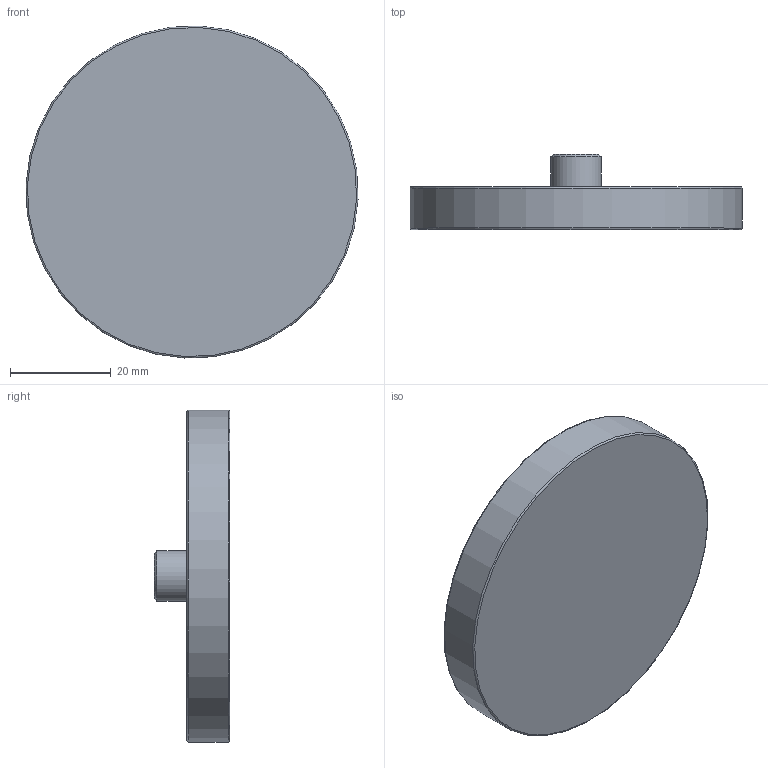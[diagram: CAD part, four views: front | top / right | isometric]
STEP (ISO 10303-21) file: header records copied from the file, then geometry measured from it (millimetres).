
FILE_DESCRIPTION(/* description */ (''),/* implementation_level */ '2;1');
FILE_NAME(/* name */ 'GM17511 -.stp',/* time_stamp */ '2019-10-01T12:30:38+02:00',/* author */ ('PV'),/* organization */ (''),/* preprocessor_version */ 'ST-DEVELOPER v17.2',/* originating_system */ 'Autodesk Inventor 2019',/* authorisation */ '');
FILE_SCHEMA (('AUTOMOTIVE_DESIGN { 1 0 10303 214 3 1 1 }'));
Length unit declared in the file: millimetre
Products named in the file (5): GM17511; E0117067; E0117068; E0117069; E0117065
Assembly tree (9 placements, depth 2):
  GM17511
    E0117067
    E0117068  x6
    E0117069
    E0117065
Bounding box: 65.94 x 15 x 65.94 mm (x, y, z)
Volume: 28886.1 mm3; surface area: 36944 mm2
Topology: 9 solids, 9 shells, 239 faces, 626 edges, 422 vertices
Faces by surface type: plane 119, bspline 96, cylinder 21, torus 2, cone 1
Full cylindrical faces by diameter (mm): 4.2 x1, 10 x2, 14 x12, 22 x1, 63 x2, 65 x2, 66 x1
Entity records: 2383 total; most frequent: CARTESIAN_POINT 607, ORIENTED_EDGE 322, DIRECTION 307, EDGE_CURVE 161, AXIS2_PLACEMENT_3D 116, VERTEX_POINT 112, EDGE_LOOP 85, LINE 75
